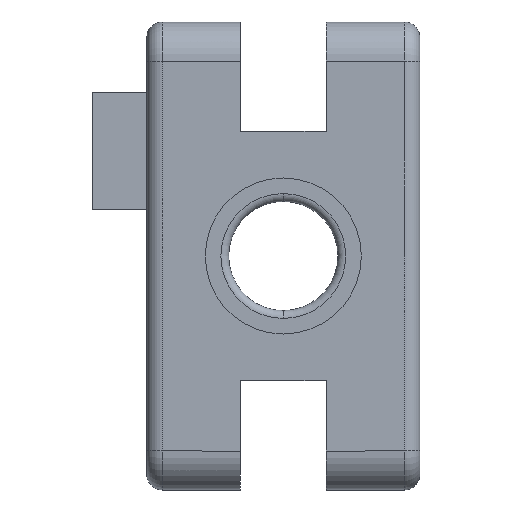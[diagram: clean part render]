
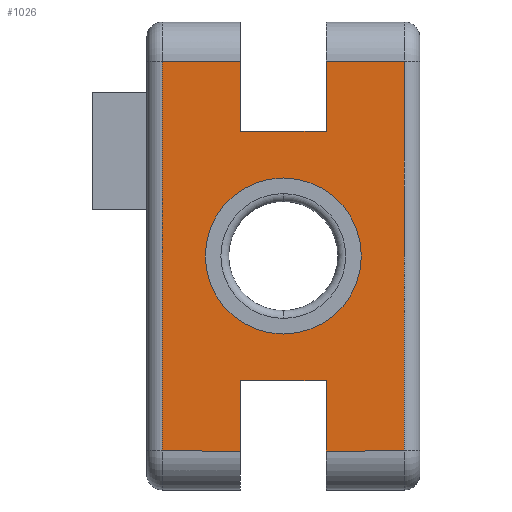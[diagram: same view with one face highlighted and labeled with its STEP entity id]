
A CAD part, front view. The second image highlights one B-rep face of the part: STEP entity #1026.
In plain terms, the highlighted planar face has unit normal (0, -1, 0).
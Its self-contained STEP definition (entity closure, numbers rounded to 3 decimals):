
#34 = VECTOR ( 'NONE', #2612, 1000. ) ;
#49 = CARTESIAN_POINT ( 'NONE',  ( -18.108, 0., -28.219 ) ) ;
#66 = FACE_BOUND ( 'NONE', #2052, .T. ) ;
#69 = ORIENTED_EDGE ( 'NONE', *, *, #757, .F. ) ;
#95 = CARTESIAN_POINT ( 'NONE',  ( -2.608, 0., -3.219 ) ) ;
#97 = FACE_OUTER_BOUND ( 'NONE', #2633, .T. ) ;
#127 = EDGE_CURVE ( 'NONE', #1606, #2323, #606, .T. ) ;
#133 = CARTESIAN_POINT ( 'NONE',  ( -8.108, 0., 26.781 ) ) ;
#166 = CARTESIAN_POINT ( 'NONE',  ( -8.108, 0., 12.781 ) ) ;
#167 = AXIS2_PLACEMENT_3D ( 'NONE', #95, #1367, #2350 ) ;
#170 = VERTEX_POINT ( 'NONE', #2108 ) ;
#198 = CARTESIAN_POINT ( 'NONE',  ( 2.892, 0., 26.781 ) ) ;
#211 = VERTEX_POINT ( 'NONE', #1886 ) ;
#242 = CIRCLE ( 'NONE', #2566, 10. ) ;
#269 = VERTEX_POINT ( 'NONE', #1143 ) ;
#274 = DIRECTION ( 'NONE',  ( 0., 0., -1. ) ) ;
#291 = LINE ( 'NONE', #496, #1576 ) ;
#292 = DIRECTION ( 'NONE',  ( 0., 0., 1. ) ) ;
#295 = ORIENTED_EDGE ( 'NONE', *, *, #1164, .T. ) ;
#355 = VECTOR ( 'NONE', #2001, 1000. ) ;
#363 = ORIENTED_EDGE ( 'NONE', *, *, #2332, .T. ) ;
#436 = VECTOR ( 'NONE', #2563, 1000. ) ;
#446 = VERTEX_POINT ( 'NONE', #1248 ) ;
#466 = CARTESIAN_POINT ( 'NONE',  ( 2.892, 0., -28.219 ) ) ;
#474 = CARTESIAN_POINT ( 'NONE',  ( -8.108, 0., 21.781 ) ) ;
#486 = ORIENTED_EDGE ( 'NONE', *, *, #2659, .T. ) ;
#493 = LINE ( 'NONE', #1311, #1115 ) ;
#496 = CARTESIAN_POINT ( 'NONE',  ( -18.108, 0., 0. ) ) ;
#507 = ORIENTED_EDGE ( 'NONE', *, *, #1955, .T. ) ;
#513 = DIRECTION ( 'NONE',  ( 0., 0., -1. ) ) ;
#558 = ORIENTED_EDGE ( 'NONE', *, *, #1855, .T. ) ;
#568 = DIRECTION ( 'NONE',  ( 1., 0., 0. ) ) ;
#591 = VECTOR ( 'NONE', #809, 1000. ) ;
#594 = DIRECTION ( 'NONE',  ( -1., 0., 0. ) ) ;
#606 = LINE ( 'NONE', #1870, #2486 ) ;
#661 = CARTESIAN_POINT ( 'NONE',  ( -2.608, 0., -13.219 ) ) ;
#752 = VERTEX_POINT ( 'NONE', #2649 ) ;
#757 = EDGE_CURVE ( 'NONE', #170, #211, #2435, .T. ) ;
#758 = VECTOR ( 'NONE', #292, 1000. ) ;
#766 = ORIENTED_EDGE ( 'NONE', *, *, #127, .F. ) ;
#783 = ORIENTED_EDGE ( 'NONE', *, *, #1242, .F. ) ;
#809 = DIRECTION ( 'NONE',  ( 0., 0., -1. ) ) ;
#921 = ORIENTED_EDGE ( 'NONE', *, *, #1374, .T. ) ;
#945 = CARTESIAN_POINT ( 'NONE',  ( -8.108, 0., -28.219 ) ) ;
#966 = CARTESIAN_POINT ( 'NONE',  ( 0., 0., -28.219 ) ) ;
#988 = DIRECTION ( 'NONE',  ( 0., 0., -1. ) ) ;
#1002 = CARTESIAN_POINT ( 'NONE',  ( 0., 0., 21.781 ) ) ;
#1021 = CARTESIAN_POINT ( 'NONE',  ( 0., 0., -28.219 ) ) ;
#1026 = ADVANCED_FACE ( 'NONE', ( #66, #97 ), #1514, .F. ) ;
#1030 = LINE ( 'NONE', #1395, #1549 ) ;
#1052 = ORIENTED_EDGE ( 'NONE', *, *, #1775, .F. ) ;
#1082 = EDGE_CURVE ( 'NONE', #1124, #1606, #1084, .T. ) ;
#1084 = LINE ( 'NONE', #2176, #758 ) ;
#1115 = VECTOR ( 'NONE', #274, 1000. ) ;
#1116 = DIRECTION ( 'NONE',  ( 0., 1., 0. ) ) ;
#1118 = VERTEX_POINT ( 'NONE', #2569 ) ;
#1124 = VERTEX_POINT ( 'NONE', #466 ) ;
#1126 = LINE ( 'NONE', #2333, #34 ) ;
#1136 = CARTESIAN_POINT ( 'NONE',  ( 2.892, 0., -19.219 ) ) ;
#1143 = CARTESIAN_POINT ( 'NONE',  ( -18.108, 0., 21.781 ) ) ;
#1164 = EDGE_CURVE ( 'NONE', #1124, #1118, #1566, .T. ) ;
#1242 = EDGE_CURVE ( 'NONE', #2323, #2296, #493, .T. ) ;
#1246 = ORIENTED_EDGE ( 'NONE', *, *, #1082, .F. ) ;
#1248 = CARTESIAN_POINT ( 'NONE',  ( 12.892, 0., 21.781 ) ) ;
#1311 = CARTESIAN_POINT ( 'NONE',  ( -8.108, 0., -33.219 ) ) ;
#1317 = DIRECTION ( 'NONE',  ( 0., 0., 1. ) ) ;
#1367 = DIRECTION ( 'NONE',  ( 0., -1., 0. ) ) ;
#1374 = EDGE_CURVE ( 'NONE', #446, #752, #1586, .T. ) ;
#1395 = CARTESIAN_POINT ( 'NONE',  ( 12.892, 0., 0. ) ) ;
#1436 = DIRECTION ( 'NONE',  ( 0., 0., 1. ) ) ;
#1514 = PLANE ( 'NONE',  #2269 ) ;
#1549 = VECTOR ( 'NONE', #2229, 1000. ) ;
#1551 = EDGE_CURVE ( 'NONE', #211, #752, #2703, .T. ) ;
#1566 = LINE ( 'NONE', #966, #436 ) ;
#1576 = VECTOR ( 'NONE', #513, 1000. ) ;
#1586 = LINE ( 'NONE', #1002, #1941 ) ;
#1600 = CARTESIAN_POINT ( 'NONE',  ( -2.608, 0., 6.781 ) ) ;
#1601 = LINE ( 'NONE', #1021, #1898 ) ;
#1606 = VERTEX_POINT ( 'NONE', #1136 ) ;
#1617 = VERTEX_POINT ( 'NONE', #474 ) ;
#1734 = CIRCLE ( 'NONE', #167, 10. ) ;
#1775 = EDGE_CURVE ( 'NONE', #2374, #2000, #242, .T. ) ;
#1780 = ORIENTED_EDGE ( 'NONE', *, *, #1551, .F. ) ;
#1809 = EDGE_CURVE ( 'NONE', #1617, #170, #2002, .T. ) ;
#1855 = EDGE_CURVE ( 'NONE', #1118, #446, #1030, .T. ) ;
#1870 = CARTESIAN_POINT ( 'NONE',  ( 2.892, 0., -19.219 ) ) ;
#1886 = CARTESIAN_POINT ( 'NONE',  ( 2.892, 0., 12.781 ) ) ;
#1898 = VECTOR ( 'NONE', #568, 1000. ) ;
#1941 = VECTOR ( 'NONE', #2251, 1000. ) ;
#1955 = EDGE_CURVE ( 'NONE', #2085, #2296, #1601, .T. ) ;
#2000 = VERTEX_POINT ( 'NONE', #661 ) ;
#2001 = DIRECTION ( 'NONE',  ( 1., 0., 0. ) ) ;
#2002 = LINE ( 'NONE', #133, #591 ) ;
#2028 = CARTESIAN_POINT ( 'NONE',  ( -2.608, 0., -3.219 ) ) ;
#2052 = EDGE_LOOP ( 'NONE', ( #2631, #1052 ) ) ;
#2082 = EDGE_CURVE ( 'NONE', #2000, #2374, #1734, .T. ) ;
#2085 = VERTEX_POINT ( 'NONE', #49 ) ;
#2092 = CARTESIAN_POINT ( 'NONE',  ( -8.108, 0., -19.219 ) ) ;
#2107 = ORIENTED_EDGE ( 'NONE', *, *, #1809, .F. ) ;
#2108 = CARTESIAN_POINT ( 'NONE',  ( -8.108, 0., 12.781 ) ) ;
#2176 = CARTESIAN_POINT ( 'NONE',  ( 2.892, 0., -33.219 ) ) ;
#2229 = DIRECTION ( 'NONE',  ( 0., 0., 1. ) ) ;
#2235 = DIRECTION ( 'NONE',  ( 0., -1., 0. ) ) ;
#2251 = DIRECTION ( 'NONE',  ( -1., 0., 0. ) ) ;
#2269 = AXIS2_PLACEMENT_3D ( 'NONE', #2603, #1116, #1317 ) ;
#2296 = VERTEX_POINT ( 'NONE', #945 ) ;
#2323 = VERTEX_POINT ( 'NONE', #2092 ) ;
#2332 = EDGE_CURVE ( 'NONE', #269, #2085, #291, .T. ) ;
#2333 = CARTESIAN_POINT ( 'NONE',  ( 0., 0., 21.781 ) ) ;
#2350 = DIRECTION ( 'NONE',  ( 0., 0., -1. ) ) ;
#2374 = VERTEX_POINT ( 'NONE', #1600 ) ;
#2420 = VECTOR ( 'NONE', #1436, 1000. ) ;
#2435 = LINE ( 'NONE', #166, #355 ) ;
#2486 = VECTOR ( 'NONE', #594, 1000. ) ;
#2563 = DIRECTION ( 'NONE',  ( 1., 0., 0. ) ) ;
#2566 = AXIS2_PLACEMENT_3D ( 'NONE', #2028, #2235, #988 ) ;
#2569 = CARTESIAN_POINT ( 'NONE',  ( 12.892, 0., -28.219 ) ) ;
#2603 = CARTESIAN_POINT ( 'NONE',  ( 0., 0., 0. ) ) ;
#2612 = DIRECTION ( 'NONE',  ( -1., 0., 0. ) ) ;
#2631 = ORIENTED_EDGE ( 'NONE', *, *, #2082, .F. ) ;
#2633 = EDGE_LOOP ( 'NONE', ( #1246, #295, #558, #921, #1780, #69, #2107, #486, #363, #507, #783, #766 ) ) ;
#2649 = CARTESIAN_POINT ( 'NONE',  ( 2.892, 0., 21.781 ) ) ;
#2659 = EDGE_CURVE ( 'NONE', #1617, #269, #1126, .T. ) ;
#2703 = LINE ( 'NONE', #198, #2420 ) ;
